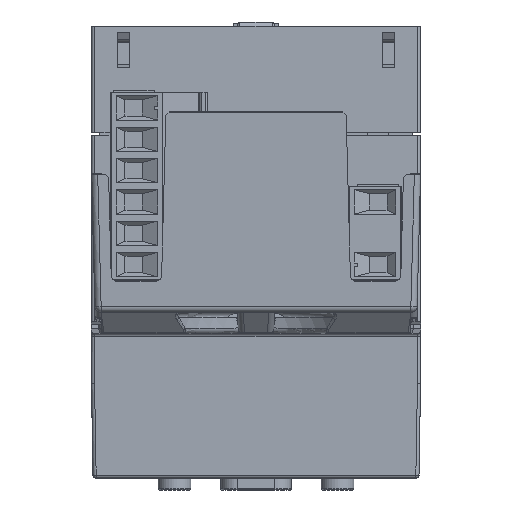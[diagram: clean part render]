
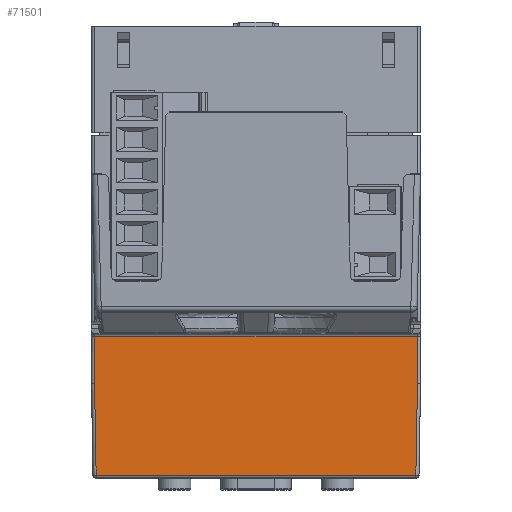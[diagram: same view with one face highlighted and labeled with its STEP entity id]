
A CAD part, front view. The second image highlights one B-rep face of the part: STEP entity #71501.
In plain terms, the highlighted planar face has unit normal (0, -1, -0.018).
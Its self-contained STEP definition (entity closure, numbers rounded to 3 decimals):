
#12177=CARTESIAN_POINT('',(25.75,-22.5,
-40.));
#12236=CARTESIAN_POINT('',(-25.75,-22.5,
-40.));
#13259=DIRECTION('',(0.,0.017,-1.));
#13260=VECTOR('',#13259,7.51);
#13261=CARTESIAN_POINT('',(25.75,-22.631,-32.491));
#13262=LINE('',#13261,#13260);
#13263=DIRECTION('',(0.017,-0.017,1.));
#13264=VECTOR('',#13263,14.563);
#13265=CARTESIAN_POINT('',(25.496,-22.246,
-54.559));
#13266=LINE('',#13265,#13264);
#13267=DIRECTION('',(-1.,0.,0.));
#13268=VECTOR('',#13267,50.992);
#13269=CARTESIAN_POINT('',(25.496,-22.246,
-54.559));
#13270=LINE('',#13269,#13268);
#13271=DIRECTION('',(-0.017,-0.017,1.));
#13272=VECTOR('',#13271,14.563);
#13273=CARTESIAN_POINT('',(-25.496,-22.246,
-54.559));
#13274=LINE('',#13273,#13272);
#13275=DIRECTION('',(0.,-0.017,1.));
#13276=VECTOR('',#13275,7.51);
#13277=CARTESIAN_POINT('',(-25.75,-22.5,
-40.));
#13278=LINE('',#13277,#13276);
#13279=DIRECTION('',(-1.,0.,0.));
#13280=VECTOR('',#13279,51.5);
#13281=CARTESIAN_POINT('',(25.75,-22.631,-32.491));
#13282=LINE('',#13281,#13280);
#48528=CARTESIAN_POINT('',(25.75,-22.631,-32.491));
#48529=CARTESIAN_POINT('',(-25.75,-22.631,-32.491));
#48530=VERTEX_POINT('',#48528);
#48531=VERTEX_POINT('',#48529);
#49756=CARTESIAN_POINT('',(25.496,-22.246,
-54.559));
#49757=CARTESIAN_POINT('',(-25.496,-22.246,
-54.559));
#49758=VERTEX_POINT('',#49756);
#49759=VERTEX_POINT('',#49757);
#50173=VERTEX_POINT('',#12236);
#50175=VERTEX_POINT('',#12177);
#71488=CARTESIAN_POINT('',(28.665,-22.5,-40.));
#71489=DIRECTION('',(0.,-1.,-0.017));
#71490=DIRECTION('',(-1.,0.,0.));
#71491=AXIS2_PLACEMENT_3D('',#71488,#71489,#71490);
#71492=PLANE('',#71491);
#71493=ORIENTED_EDGE('',*,*,#69544,.T.);
#71494=ORIENTED_EDGE('',*,*,#69560,.F.);
#71495=ORIENTED_EDGE('',*,*,#69613,.T.);
#71496=ORIENTED_EDGE('',*,*,#69651,.T.);
#71497=ORIENTED_EDGE('',*,*,#69667,.T.);
#71498=ORIENTED_EDGE('',*,*,#71482,.F.);
#71499=EDGE_LOOP('',(#71493,#71494,#71495,#71496,#71497,#71498));
#71500=FACE_OUTER_BOUND('',#71499,.F.);
#69544=EDGE_CURVE('',#48530,#50175,#13262,.T.);
#69560=EDGE_CURVE('',#49758,#50175,#13266,.T.);
#69613=EDGE_CURVE('',#49758,#49759,#13270,.T.);
#69651=EDGE_CURVE('',#49759,#50173,#13274,.T.);
#69667=EDGE_CURVE('',#50173,#48531,#13278,.T.);
#71482=EDGE_CURVE('',#48530,#48531,#13282,.T.);
#71501=ADVANCED_FACE('',(#71500),#71492,.T.);
